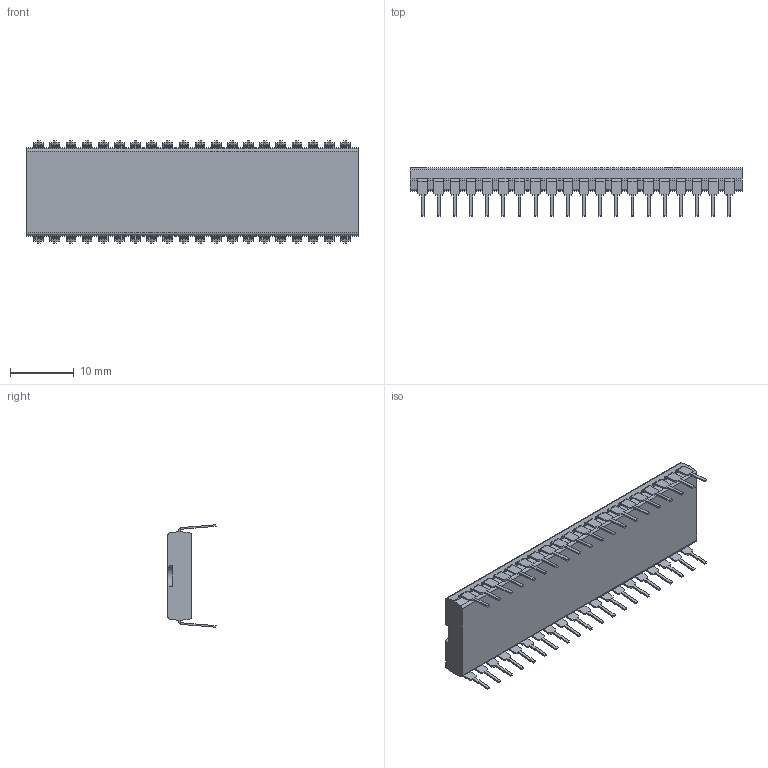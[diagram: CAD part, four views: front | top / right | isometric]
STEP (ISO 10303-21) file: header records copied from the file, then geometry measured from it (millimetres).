
FILE_DESCRIPTION((''),'2;1');
FILE_NAME('N40A_ASM','2012-03-02T',('CKXSSC'),(''),'PRO/ENGINEER BY PARAMETRIC TECHNOLOGY CORPORATION, 2011220','PRO/ENGINEER BY PARAMETRIC TECHNOLOGY CORPORATION, 2011220','');
FILE_SCHEMA(('AUTOMOTIVE_DESIGN_CC2 { 1 2 10303 214 -1 1 5 2 }'));
Length unit declared in the file: inch
Products named in the file (3): BODY_N40A; LEAD_N40A; N40A_ASM
Assembly tree (41 placements, depth 2):
  N40A_ASM
    BODY_N40A
    LEAD_N40A  x40
Bounding box: 52.24 x 7.58 x 16.13 mm (x, y, z)
Volume: 2699.3 mm3; surface area: 2494.1 mm2
Topology: 41 solids, 41 shells, 666 faces, 1744 edges, 1161 vertices
Faces by surface type: plane 573, cylinder 91, sphere 2
Entity records: 1989 total; most frequent: DIRECTION 304, CARTESIAN_POINT 259, ORIENTED_EDGE 208, AXIS2_PLACEMENT_3D 114, PRESENTATION_STYLE_ASSIGNMENT 106, STYLED_ITEM 106, CURVE_STYLE 104, EDGE_CURVE 104
